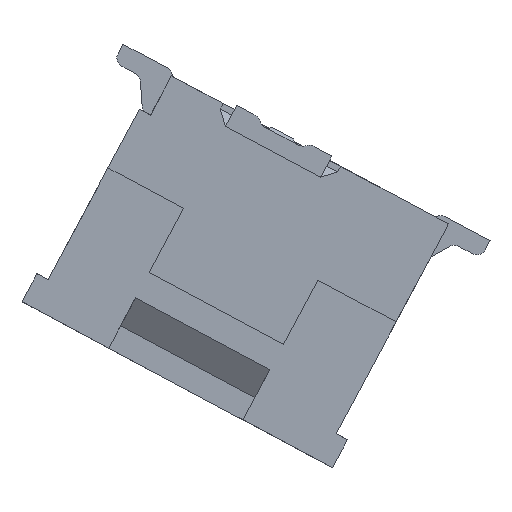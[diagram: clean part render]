
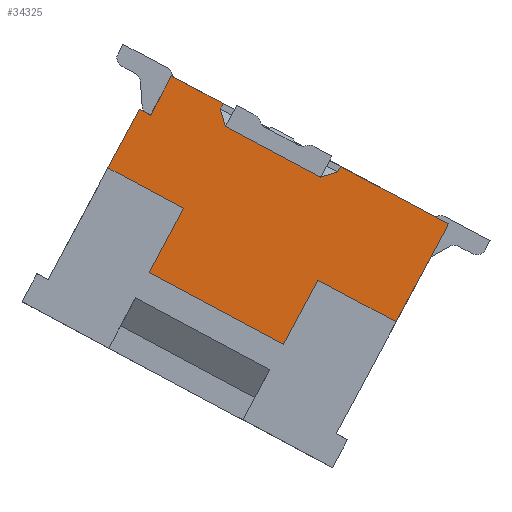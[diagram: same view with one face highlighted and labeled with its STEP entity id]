
A CAD part, front view. The second image highlights one B-rep face of the part: STEP entity #34325.
In plain terms, the highlighted planar face has unit normal (0, -1, 0).
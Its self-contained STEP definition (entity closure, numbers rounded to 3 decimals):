
#1106 = CARTESIAN_POINT ( 'NONE',  ( 6.694, -2.2, 1.564 ) ) ;
#2250 = LINE ( 'NONE', #110234, #3219 ) ;
#3219 = VECTOR ( 'NONE', #6695, 1000. ) ;
#3898 = EDGE_CURVE ( 'NONE', #54793, #59459, #115370, .T. ) ;
#4577 = EDGE_CURVE ( 'NONE', #79570, #54793, #2250, .T. ) ;
#6355 = DIRECTION ( 'NONE',  ( -0.471, 0., -0.882 ) ) ;
#6489 = ORIENTED_EDGE ( 'NONE', *, *, #67478, .F. ) ;
#6695 = DIRECTION ( 'NONE',  ( 0.471, 0., 0.882 ) ) ;
#6952 = LINE ( 'NONE', #37614, #47716 ) ;
#10612 = DIRECTION ( 'NONE',  ( 0.29, 0., -0.957 ) ) ;
#12832 = VERTEX_POINT ( 'NONE', #17627 ) ;
#13648 = ORIENTED_EDGE ( 'NONE', *, *, #40723, .F. ) ;
#14421 = CARTESIAN_POINT ( 'NONE',  ( 8.546, -2.2, 0.574 ) ) ;
#14573 = LINE ( 'NONE', #33757, #18146 ) ;
#15885 = CARTESIAN_POINT ( 'NONE',  ( 8.242, -2.2, -1.109 ) ) ;
#17492 = VERTEX_POINT ( 'NONE', #35769 ) ;
#17627 = CARTESIAN_POINT ( 'NONE',  ( 6.115, -2.2, 0.002 ) ) ;
#18056 = LINE ( 'NONE', #49650, #56609 ) ;
#18146 = VECTOR ( 'NONE', #46455, 1000. ) ;
#19194 = VECTOR ( 'NONE', #6355, 1000. ) ;
#21466 = EDGE_CURVE ( 'NONE', #65036, #75096, #58527, .T. ) ;
#24044 = VECTOR ( 'NONE', #10612, 1000. ) ;
#24513 = LINE ( 'NONE', #91977, #104633 ) ;
#26020 = LINE ( 'NONE', #39266, #24044 ) ;
#26808 = CARTESIAN_POINT ( 'NONE',  ( 5.573, -2.2, -1.012 ) ) ;
#27222 = EDGE_LOOP ( 'NONE', ( #35796, #45931, #102674, #50964, #73139, #46997, #31950, #52760, #48739, #65886, #67170, #72204, #38091, #13648, #6489, #49191 ) ) ;
#28235 = LINE ( 'NONE', #83402, #109384 ) ;
#31950 = ORIENTED_EDGE ( 'NONE', *, *, #21466, .F. ) ;
#32260 = CARTESIAN_POINT ( 'NONE',  ( 5.596, -2.2, 1.47 ) ) ;
#32439 = CARTESIAN_POINT ( 'NONE',  ( 6.776, -2.2, 1.293 ) ) ;
#33491 = LINE ( 'NONE', #62331, #115230 ) ;
#33757 = CARTESIAN_POINT ( 'NONE',  ( 5.589, -2.2, 1.458 ) ) ;
#34325 = ADVANCED_FACE ( 'NONE', ( #88626 ), #63713, .F. ) ;
#35769 = CARTESIAN_POINT ( 'NONE',  ( 5.926, -2.2, 2.088 ) ) ;
#35796 = ORIENTED_EDGE ( 'NONE', *, *, #80618, .F. ) ;
#36016 = CARTESIAN_POINT ( 'NONE',  ( 7.689, -2.2, -2.143 ) ) ;
#37614 = CARTESIAN_POINT ( 'NONE',  ( 5.562, -2.2, -1.032 ) ) ;
#38091 = ORIENTED_EDGE ( 'NONE', *, *, #84428, .F. ) ;
#38395 = DIRECTION ( 'NONE',  ( 0.471, 0., 0.882 ) ) ;
#38830 = VERTEX_POINT ( 'NONE', #72686 ) ;
#39266 = CARTESIAN_POINT ( 'NONE',  ( 6.779, -2.2, 1.283 ) ) ;
#40723 = EDGE_CURVE ( 'NONE', #48612, #64730, #26020, .T. ) ;
#43375 = VECTOR ( 'NONE', #102534, 1000. ) ;
#44047 = CARTESIAN_POINT ( 'NONE',  ( 9.466, -2.2, -1.789 ) ) ;
#44055 = EDGE_CURVE ( 'NONE', #62115, #65036, #24513, .T. ) ;
#44379 = DIRECTION ( 'NONE',  ( 0.882, 0., -0.471 ) ) ;
#45931 = ORIENTED_EDGE ( 'NONE', *, *, #113080, .F. ) ;
#46455 = DIRECTION ( 'NONE',  ( 0.471, 0., 0.882 ) ) ;
#46997 = ORIENTED_EDGE ( 'NONE', *, *, #85461, .F. ) ;
#47049 = EDGE_CURVE ( 'NONE', #12832, #66579, #28235, .T. ) ;
#47250 = LINE ( 'NONE', #112653, #43375 ) ;
#47716 = VECTOR ( 'NONE', #38395, 1000. ) ;
#48565 = DIRECTION ( 'NONE',  ( -0.471, 0., -0.882 ) ) ;
#48612 = VERTEX_POINT ( 'NONE', #1106 ) ;
#48739 = ORIENTED_EDGE ( 'NONE', *, *, #92766, .F. ) ;
#49191 = ORIENTED_EDGE ( 'NONE', *, *, #115533, .F. ) ;
#49650 = CARTESIAN_POINT ( 'NONE',  ( 8.556, -2.2, 0.577 ) ) ;
#50964 = ORIENTED_EDGE ( 'NONE', *, *, #47049, .F. ) ;
#52760 = ORIENTED_EDGE ( 'NONE', *, *, #44055, .F. ) ;
#53697 = DIRECTION ( 'NONE',  ( 0.882, 0., -0.471 ) ) ;
#54793 = VERTEX_POINT ( 'NONE', #69700 ) ;
#56246 = LINE ( 'NONE', #70471, #96216 ) ;
#56609 = VECTOR ( 'NONE', #77544, 1000. ) ;
#57365 = DIRECTION ( 'NONE',  ( -0.882, 0., 0.471 ) ) ;
#58527 = LINE ( 'NONE', #15885, #19194 ) ;
#59459 = VERTEX_POINT ( 'NONE', #88851 ) ;
#62115 = VERTEX_POINT ( 'NONE', #44047 ) ;
#62331 = CARTESIAN_POINT ( 'NONE',  ( 5.838, -2.2, 2.134 ) ) ;
#62777 = VERTEX_POINT ( 'NONE', #32260 ) ;
#63713 = PLANE ( 'NONE',  #111016 ) ;
#64730 = VERTEX_POINT ( 'NONE', #32439 ) ;
#65036 = VERTEX_POINT ( 'NONE', #102858 ) ;
#65886 = ORIENTED_EDGE ( 'NONE', *, *, #3898, .F. ) ;
#66579 = VERTEX_POINT ( 'NONE', #71567 ) ;
#67170 = ORIENTED_EDGE ( 'NONE', *, *, #4577, .F. ) ;
#67478 = EDGE_CURVE ( 'NONE', #85734, #48612, #69160, .T. ) ;
#69160 = LINE ( 'NONE', #92756, #70338 ) ;
#69700 = CARTESIAN_POINT ( 'NONE',  ( 8.593, -2.2, 0.662 ) ) ;
#70338 = VECTOR ( 'NONE', #113765, 1000. ) ;
#70471 = CARTESIAN_POINT ( 'NONE',  ( 3.706, -2.2, -1.641 ) ) ;
#71567 = CARTESIAN_POINT ( 'NONE',  ( 4.924, -2.2, 0.639 ) ) ;
#72204 = ORIENTED_EDGE ( 'NONE', *, *, #86439, .F. ) ;
#72686 = CARTESIAN_POINT ( 'NONE',  ( 5.419, -2.2, 1.565 ) ) ;
#73139 = ORIENTED_EDGE ( 'NONE', *, *, #104429, .F. ) ;
#74796 = LINE ( 'NONE', #99259, #114863 ) ;
#75096 = VERTEX_POINT ( 'NONE', #36016 ) ;
#76918 = DIRECTION ( 'NONE',  ( 0., 1., 0. ) ) ;
#77276 = CARTESIAN_POINT ( 'NONE',  ( 10.331, -2.2, -0.171 ) ) ;
#77544 = DIRECTION ( 'NONE',  ( 0.957, 0., 0.29 ) ) ;
#79113 = CARTESIAN_POINT ( 'NONE',  ( 8.276, -2.2, 0.492 ) ) ;
#79570 = VERTEX_POINT ( 'NONE', #14421 ) ;
#79677 = DIRECTION ( 'NONE',  ( -0.471, 0., -0.882 ) ) ;
#80618 = EDGE_CURVE ( 'NONE', #62777, #17492, #14573, .T. ) ;
#80830 = DIRECTION ( 'NONE',  ( 0.882, 0., -0.471 ) ) ;
#83402 = CARTESIAN_POINT ( 'NONE',  ( 6.139, -2.2, -0.01 ) ) ;
#84428 = EDGE_CURVE ( 'NONE', #64730, #103158, #106332, .T. ) ;
#85461 = EDGE_CURVE ( 'NONE', #75096, #88386, #47250, .T. ) ;
#85734 = VERTEX_POINT ( 'NONE', #108910 ) ;
#86049 = DIRECTION ( 'NONE',  ( 1., 0., 0. ) ) ;
#86439 = EDGE_CURVE ( 'NONE', #103158, #79570, #18056, .T. ) ;
#88256 = CARTESIAN_POINT ( 'NONE',  ( 5.838, -2.2, 2.134 ) ) ;
#88386 = VERTEX_POINT ( 'NONE', #26808 ) ;
#88626 = FACE_OUTER_BOUND ( 'NONE', #27222, .T. ) ;
#88851 = CARTESIAN_POINT ( 'NONE',  ( 10.291, -2.2, -0.246 ) ) ;
#91977 = CARTESIAN_POINT ( 'NONE',  ( 9.491, -2.2, -1.802 ) ) ;
#92756 = CARTESIAN_POINT ( 'NONE',  ( 6.689, -2.2, 1.554 ) ) ;
#92766 = EDGE_CURVE ( 'NONE', #59459, #62115, #117476, .T. ) ;
#96216 = VECTOR ( 'NONE', #79677, 1000. ) ;
#99259 = CARTESIAN_POINT ( 'NONE',  ( 5.328, -2.2, 1.613 ) ) ;
#101323 = DIRECTION ( 'NONE',  ( -0.882, 0., 0.471 ) ) ;
#102534 = DIRECTION ( 'NONE',  ( -0.882, 0., 0.471 ) ) ;
#102674 = ORIENTED_EDGE ( 'NONE', *, *, #107639, .T. ) ;
#102858 = CARTESIAN_POINT ( 'NONE',  ( 8.232, -2.2, -1.129 ) ) ;
#103158 = VERTEX_POINT ( 'NONE', #79113 ) ;
#103843 = DIRECTION ( 'NONE',  ( 0.882, 0., -0.471 ) ) ;
#104429 = EDGE_CURVE ( 'NONE', #88386, #12832, #6952, .T. ) ;
#104633 = VECTOR ( 'NONE', #57365, 1000. ) ;
#104815 = CARTESIAN_POINT ( 'NONE',  ( 3.615, -2.2, -1.593 ) ) ;
#106131 = VECTOR ( 'NONE', #44379, 1000. ) ;
#106332 = LINE ( 'NONE', #119439, #106131 ) ;
#107639 = EDGE_CURVE ( 'NONE', #38830, #66579, #56246, .T. ) ;
#108910 = CARTESIAN_POINT ( 'NONE',  ( 6.741, -2.2, 1.652 ) ) ;
#109384 = VECTOR ( 'NONE', #101323, 1000. ) ;
#110234 = CARTESIAN_POINT ( 'NONE',  ( 8.598, -2.2, 0.671 ) ) ;
#111016 = AXIS2_PLACEMENT_3D ( 'NONE', #104815, #76918, #86049 ) ;
#112653 = CARTESIAN_POINT ( 'NONE',  ( 7.732, -2.2, -2.166 ) ) ;
#113080 = EDGE_CURVE ( 'NONE', #38830, #62777, #74796, .T. ) ;
#113399 = VECTOR ( 'NONE', #103843, 1000. ) ;
#113765 = DIRECTION ( 'NONE',  ( -0.471, 0., -0.882 ) ) ;
#114863 = VECTOR ( 'NONE', #53697, 1000. ) ;
#115230 = VECTOR ( 'NONE', #80830, 1000. ) ;
#115370 = LINE ( 'NONE', #88256, #113399 ) ;
#115533 = EDGE_CURVE ( 'NONE', #17492, #85734, #33491, .T. ) ;
#116917 = VECTOR ( 'NONE', #48565, 1000. ) ;
#117476 = LINE ( 'NONE', #77276, #116917 ) ;
#119439 = CARTESIAN_POINT ( 'NONE',  ( 8.306, -2.2, 0.476 ) ) ;
